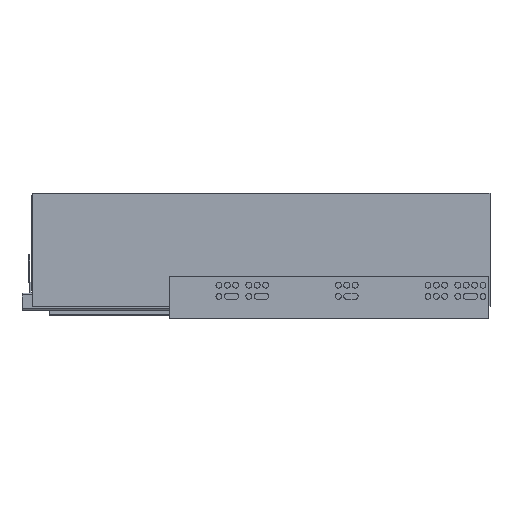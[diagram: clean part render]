
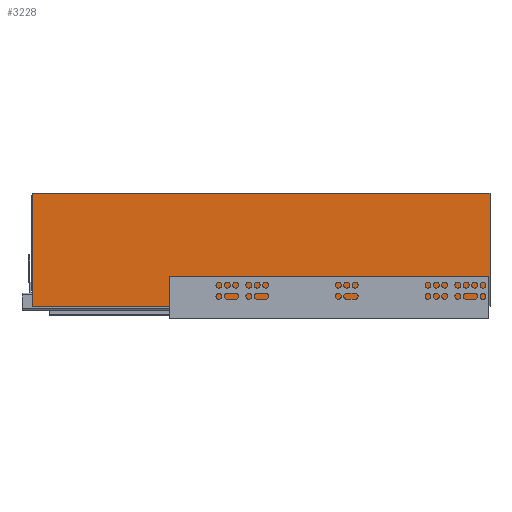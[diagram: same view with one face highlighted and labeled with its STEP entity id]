
A CAD part, top view. The second image highlights one B-rep face of the part: STEP entity #3228.
In plain terms, the highlighted planar face has unit normal (0, 0, 1).
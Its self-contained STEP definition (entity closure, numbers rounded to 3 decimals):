
#48 = ORIENTED_EDGE ( 'NONE', *, *, #7578, .T. ) ;
#220 = VERTEX_POINT ( 'NONE', #7634 ) ;
#250 = EDGE_CURVE ( 'NONE', #8706, #7592, #9255, .T. ) ;
#548 = ORIENTED_EDGE ( 'NONE', *, *, #1309, .F. ) ;
#1309 = EDGE_CURVE ( 'NONE', #8855, #220, #8565, .T. ) ;
#1637 = DIRECTION ( 'NONE',  ( -1., 0., 0. ) ) ;
#1922 = CARTESIAN_POINT ( 'NONE',  ( 0., 0., 30.4 ) ) ;
#2036 = DIRECTION ( 'NONE',  ( 1., 0., 0. ) ) ;
#2081 = LINE ( 'NONE', #2749, #9046 ) ;
#2415 = VECTOR ( 'NONE', #8937, 1000. ) ;
#2538 = FACE_OUTER_BOUND ( 'NONE', #7361, .T. ) ;
#2749 = CARTESIAN_POINT ( 'NONE',  ( -490., 121., 30.4 ) ) ;
#2851 = ORIENTED_EDGE ( 'NONE', *, *, #250, .T. ) ;
#2896 = VECTOR ( 'NONE', #5714, 1000. ) ;
#3035 = VECTOR ( 'NONE', #7768, 1000. ) ;
#3115 = LINE ( 'NONE', #6609, #2415 ) ;
#3228 = ADVANCED_FACE ( 'NONE', ( #2538 ), #5450, .T. ) ;
#4682 = CARTESIAN_POINT ( 'NONE',  ( -490., 0., 30.4 ) ) ;
#4736 = CARTESIAN_POINT ( 'NONE',  ( -490., 0., 30.4 ) ) ;
#4892 = ORIENTED_EDGE ( 'NONE', *, *, #5600, .F. ) ;
#5450 = PLANE ( 'NONE',  #5564 ) ;
#5564 = AXIS2_PLACEMENT_3D ( 'NONE', #4736, #8887, #1637 ) ;
#5600 = EDGE_CURVE ( 'NONE', #220, #7592, #2081, .T. ) ;
#5714 = DIRECTION ( 'NONE',  ( 0., 1., 0. ) ) ;
#5758 = CARTESIAN_POINT ( 'NONE',  ( -490., 0., 30.4 ) ) ;
#6609 = CARTESIAN_POINT ( 'NONE',  ( -490., 0., 30.4 ) ) ;
#7309 = CARTESIAN_POINT ( 'NONE',  ( 0., 121., 30.4 ) ) ;
#7361 = EDGE_LOOP ( 'NONE', ( #2851, #4892, #548, #48 ) ) ;
#7578 = EDGE_CURVE ( 'NONE', #8855, #8706, #3115, .T. ) ;
#7592 = VERTEX_POINT ( 'NONE', #7309 ) ;
#7634 = CARTESIAN_POINT ( 'NONE',  ( -490., 121., 30.4 ) ) ;
#7768 = DIRECTION ( 'NONE',  ( 0., 1., 0. ) ) ;
#8125 = CARTESIAN_POINT ( 'NONE',  ( 0., 0., 30.4 ) ) ;
#8565 = LINE ( 'NONE', #5758, #2896 ) ;
#8706 = VERTEX_POINT ( 'NONE', #8125 ) ;
#8855 = VERTEX_POINT ( 'NONE', #4682 ) ;
#8887 = DIRECTION ( 'NONE',  ( 0., 0., 1. ) ) ;
#8937 = DIRECTION ( 'NONE',  ( 1., 0., 0. ) ) ;
#9046 = VECTOR ( 'NONE', #2036, 1000. ) ;
#9255 = LINE ( 'NONE', #1922, #3035 ) ;
